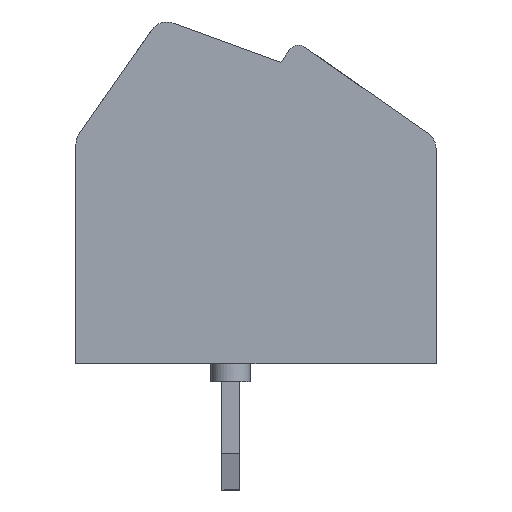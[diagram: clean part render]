
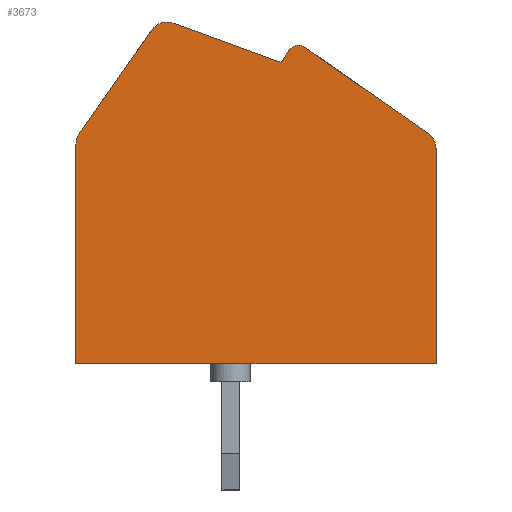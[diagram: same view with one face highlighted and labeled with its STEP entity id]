
A CAD part, left-side view. The second image highlights one B-rep face of the part: STEP entity #3673.
In plain terms, the highlighted planar face has unit normal (-1, 0, 0).
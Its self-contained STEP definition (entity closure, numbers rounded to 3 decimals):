
#3574=CARTESIAN_POINT('',(-15.24,-6.2,-0.475));
#3575=DIRECTION('',(1.0,0.0,0.0));
#3576=DIRECTION('',(0.0,0.0,-1.0));
#3577=AXIS2_PLACEMENT_3D('',#3574,#3575,#3576);
#3578=PLANE('',#3577);
#3579=CARTESIAN_POINT('',(-15.24,4.3,6.109));
#3580=VERTEX_POINT('',#3579);
#3581=CARTESIAN_POINT('',(-15.24,4.21,6.396));
#3582=VERTEX_POINT('',#3581);
#3583=CARTESIAN_POINT('',(-15.24,3.8,6.109));
#3584=DIRECTION('',(1.0,0.0,0.0));
#3585=DIRECTION('',(0.0,1.0,0.0));
#3586=AXIS2_PLACEMENT_3D('',#3583,#3584,#3585);
#3587=CIRCLE('',#3586,0.5);
#3588=EDGE_CURVE('',#3580,#3582,#3587,.T.);
#3589=ORIENTED_EDGE('',*,*,#3588,.F.);
#3590=CARTESIAN_POINT('',(-15.24,4.3,0.));
#3591=VERTEX_POINT('',#3590);
#3592=CARTESIAN_POINT('',(-15.24,4.3,6.109));
#3593=DIRECTION('',(0.0,0.,-1.0));
#3594=VECTOR('',#3593,6.109);
#3595=LINE('',#3592,#3594);
#3596=EDGE_CURVE('',#3580,#3591,#3595,.T.);
#3597=ORIENTED_EDGE('',*,*,#3596,.T.);
#3598=CARTESIAN_POINT('',(-15.24,-5.7,0.));
#3599=VERTEX_POINT('',#3598);
#3600=CARTESIAN_POINT('',(-15.24,-5.7,0.));
#3601=DIRECTION('',(0.0,1.0,0.0));
#3602=VECTOR('',#3601,10.);
#3603=LINE('',#3600,#3602);
#3604=EDGE_CURVE('',#3599,#3591,#3603,.T.);
#3605=ORIENTED_EDGE('',*,*,#3604,.F.);
#3606=CARTESIAN_POINT('',(-15.24,-5.7,5.988));
#3607=VERTEX_POINT('',#3606);
#3608=CARTESIAN_POINT('',(-15.24,-5.7,5.988));
#3609=DIRECTION('',(0.0,0.0,-1.0));
#3610=VECTOR('',#3609,5.988);
#3611=LINE('',#3608,#3610);
#3612=EDGE_CURVE('',#3607,#3599,#3611,.T.);
#3613=ORIENTED_EDGE('',*,*,#3612,.F.);
#3614=CARTESIAN_POINT('',(-15.24,-5.487,6.397));
#3615=VERTEX_POINT('',#3614);
#3616=CARTESIAN_POINT('',(-15.24,-5.2,5.988));
#3617=DIRECTION('',(1.0,0.0,0.0));
#3618=DIRECTION('',(0.0,1.0,0.0));
#3619=AXIS2_PLACEMENT_3D('',#3616,#3617,#3618);
#3620=CIRCLE('',#3619,0.5);
#3621=EDGE_CURVE('',#3615,#3607,#3620,.T.);
#3622=ORIENTED_EDGE('',*,*,#3621,.F.);
#3623=CARTESIAN_POINT('',(-15.24,-2.053,8.802));
#3624=VERTEX_POINT('',#3623);
#3625=CARTESIAN_POINT('',(-15.24,-5.487,6.397));
#3626=DIRECTION('',(0.0,0.819,0.574));
#3627=VECTOR('',#3626,4.192);
#3628=LINE('',#3625,#3627);
#3629=EDGE_CURVE('',#3615,#3624,#3628,.T.);
#3630=ORIENTED_EDGE('',*,*,#3629,.T.);
#3631=CARTESIAN_POINT('',(-15.24,-1.635,8.728));
#3632=VERTEX_POINT('',#3631);
#3633=CARTESIAN_POINT('',(-15.24,-1.881,8.556));
#3634=DIRECTION('',(1.0,0.0,0.0));
#3635=DIRECTION('',(0.0,1.0,0.0));
#3636=AXIS2_PLACEMENT_3D('',#3633,#3634,#3635);
#3637=CIRCLE('',#3636,0.3);
#3638=EDGE_CURVE('',#3632,#3624,#3637,.T.);
#3639=ORIENTED_EDGE('',*,*,#3638,.F.);
#3640=CARTESIAN_POINT('',(-15.24,-1.391,8.379));
#3641=VERTEX_POINT('',#3640);
#3642=CARTESIAN_POINT('',(-15.24,-1.635,8.728));
#3643=DIRECTION('',(0.0,0.574,-0.819));
#3644=VECTOR('',#3643,0.426);
#3645=LINE('',#3642,#3644);
#3646=EDGE_CURVE('',#3632,#3641,#3645,.T.);
#3647=ORIENTED_EDGE('',*,*,#3646,.T.);
#3648=CARTESIAN_POINT('',(-15.24,1.605,9.47));
#3649=VERTEX_POINT('',#3648);
#3650=CARTESIAN_POINT('',(-15.24,1.605,9.47));
#3651=DIRECTION('',(0.0,-0.94,-0.342));
#3652=VECTOR('',#3651,3.188);
#3653=LINE('',#3650,#3652);
#3654=EDGE_CURVE('',#3649,#3641,#3653,.T.);
#3655=ORIENTED_EDGE('',*,*,#3654,.F.);
#3656=CARTESIAN_POINT('',(-15.24,2.186,9.287));
#3657=VERTEX_POINT('',#3656);
#3658=CARTESIAN_POINT('',(-15.24,1.776,9.));
#3659=DIRECTION('',(1.0,0.0,0.0));
#3660=DIRECTION('',(0.0,1.0,0.0));
#3661=AXIS2_PLACEMENT_3D('',#3658,#3659,#3660);
#3662=CIRCLE('',#3661,0.5);
#3663=EDGE_CURVE('',#3657,#3649,#3662,.T.);
#3664=ORIENTED_EDGE('',*,*,#3663,.F.);
#3665=CARTESIAN_POINT('',(-15.24,2.186,9.287));
#3666=DIRECTION('',(0.0,0.574,-0.819));
#3667=VECTOR('',#3666,3.529);
#3668=LINE('',#3665,#3667);
#3669=EDGE_CURVE('',#3657,#3582,#3668,.T.);
#3670=ORIENTED_EDGE('',*,*,#3669,.T.);
#3671=EDGE_LOOP('',(#3589,#3597,#3605,#3613,#3622,#3630,#3639,#3647,#3655,#3664,#3670));
#3672=FACE_OUTER_BOUND('',#3671,.T.);
#3673=ADVANCED_FACE('',(#3672),#3578,.F.);
